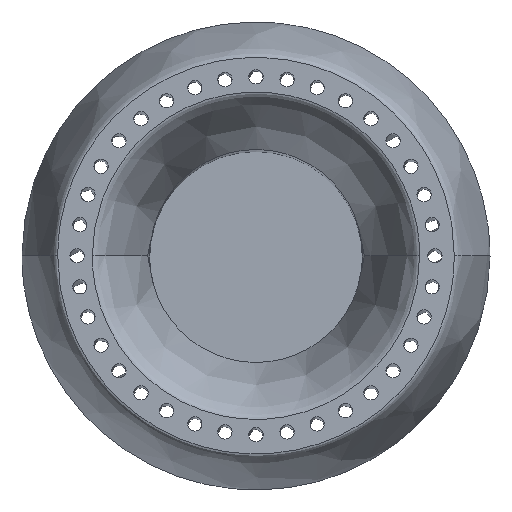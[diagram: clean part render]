
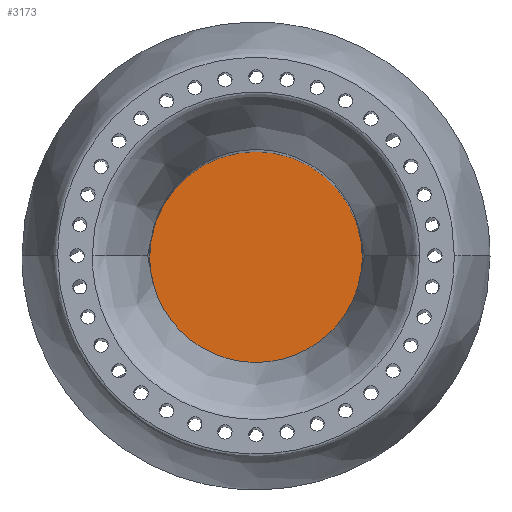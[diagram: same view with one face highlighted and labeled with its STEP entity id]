
A CAD part, top view. The second image highlights one B-rep face of the part: STEP entity #3173.
In plain terms, the highlighted planar face has unit normal (0, 0, 1).
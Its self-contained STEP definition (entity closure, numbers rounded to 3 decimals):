
#297 = ORIENTED_EDGE ( 'NONE', *, *, #4483, .T. ) ;
#1130 = AXIS2_PLACEMENT_3D ( 'NONE', #3075, #2719, #2645 ) ;
#1270 = DIRECTION ( 'NONE',  ( 0., 0., 1. ) ) ;
#1370 = VERTEX_POINT ( 'NONE', #2093 ) ;
#1505 = PLANE ( 'NONE',  #1130 ) ;
#1551 = EDGE_LOOP ( 'NONE', ( #297, #4403 ) ) ;
#1782 = DIRECTION ( 'NONE',  ( 1., 0., 0. ) ) ;
#1849 = AXIS2_PLACEMENT_3D ( 'NONE', #4876, #1270, #4861 ) ;
#2093 = CARTESIAN_POINT ( 'NONE',  ( 1.487, 0., -18. ) ) ;
#2143 = AXIS2_PLACEMENT_3D ( 'NONE', #2615, #4581, #1782 ) ;
#2249 = CIRCLE ( 'NONE', #1849, 1.487 ) ;
#2413 = CARTESIAN_POINT ( 'NONE',  ( -1.487, 0., -18. ) ) ;
#2615 = CARTESIAN_POINT ( 'NONE',  ( 0., 0., -18. ) ) ;
#2645 = DIRECTION ( 'NONE',  ( 1., 0., 0. ) ) ;
#2719 = DIRECTION ( 'NONE',  ( 0., 0., 1. ) ) ;
#2776 = FACE_OUTER_BOUND ( 'NONE', #1551, .T. ) ;
#3075 = CARTESIAN_POINT ( 'NONE',  ( 0., 0., -18. ) ) ;
#3173 = ADVANCED_FACE ( 'NONE', ( #2776 ), #1505, .T. ) ;
#3406 = CIRCLE ( 'NONE', #2143, 1.487 ) ;
#4138 = VERTEX_POINT ( 'NONE', #2413 ) ;
#4403 = ORIENTED_EDGE ( 'NONE', *, *, #5142, .T. ) ;
#4483 = EDGE_CURVE ( 'NONE', #1370, #4138, #3406, .T. ) ;
#4581 = DIRECTION ( 'NONE',  ( 0., 0., 1. ) ) ;
#4861 = DIRECTION ( 'NONE',  ( 1., 0., 0. ) ) ;
#4876 = CARTESIAN_POINT ( 'NONE',  ( 0., 0., -18. ) ) ;
#5142 = EDGE_CURVE ( 'NONE', #4138, #1370, #2249, .T. ) ;
